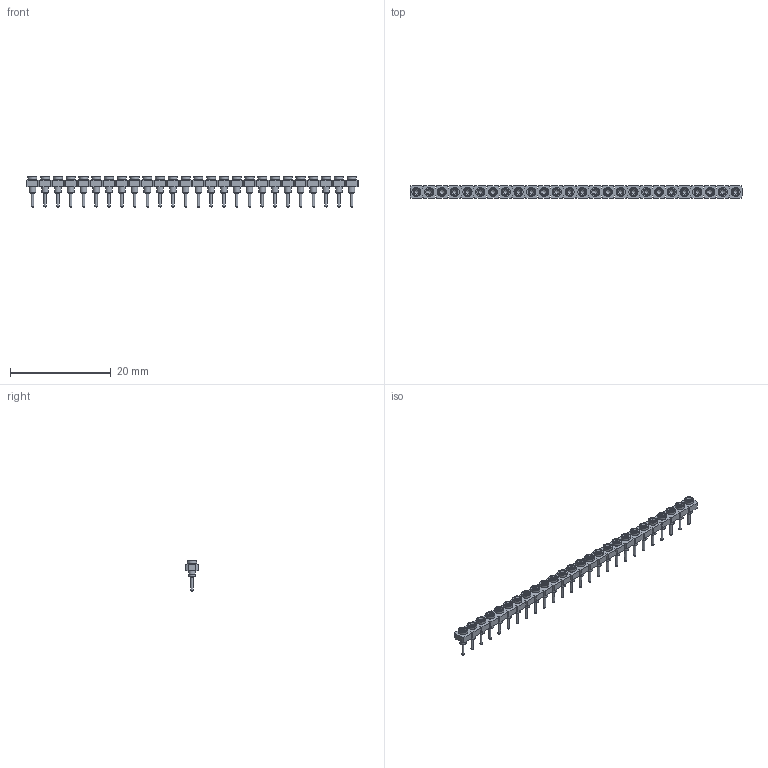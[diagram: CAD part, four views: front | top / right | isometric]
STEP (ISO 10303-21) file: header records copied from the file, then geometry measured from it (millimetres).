
FILE_DESCRIPTION(('FreeCAD Model'),'2;1');
FILE_NAME('Open CASCADE Shape Model','2025-01-11T13:36:56',(''),(''), 'Open CASCADE STEP processor 7.8','FreeCAD','Unknown');
FILE_SCHEMA(('AUTOMOTIVE_DESIGN { 1 0 10303 214 1 1 1 1 }'));
Length unit declared in the file: millimetre
Products named in the file (27): SL-126_socket; SC-4P1_pins325; SC-4P1_pins326; SC-4P1_pins327; SC-4P1_pins328; SC-4P1_pins329; SC-4P1_pins330; SC-4P1_pins331; SC-4P1_pins332; SC-4P1_pins333; SC-4P1_pins334; SC-4P1_pins335; SC-4P1_pins336; SC-4P1_pins337; SC-4P1_pins338; SC-4P1_pins339; SC-4P1_pins340; SC-4P1_pins341; SC-4P1_pins342; SC-4P1_pins343; SC-4P1_pins344; SC-4P1_pins345; SC-4P1_pins346; SC-4P1_pins347; SC-4P1_pins348; SC-4P1_pins349; SC-4P1_pins377
Bounding box: 66.04 x 2.54 x 6.1 mm (x, y, z)
Volume: 249.9 mm3; surface area: 1475.1 mm2
Topology: 27 solids, 27 shells, 602 faces, 1332 edges, 862 vertices
Faces by surface type: plane 290, cylinder 182, cone 104, sphere 26
Full cylindrical faces by diameter (mm): 0.508 x26, 0.914 x26, 1.016 x26, 1.321 x78, 1.829 x26
Entity records: 16752 total; most frequent: CARTESIAN_POINT 3161, DIRECTION 2668, ORIENTED_EDGE 2560, EDGE_CURVE 1280, AXIS2_PLACEMENT_3D 1097, VERTEX_POINT 862, FACE_BOUND 784, EDGE_LOOP 784
